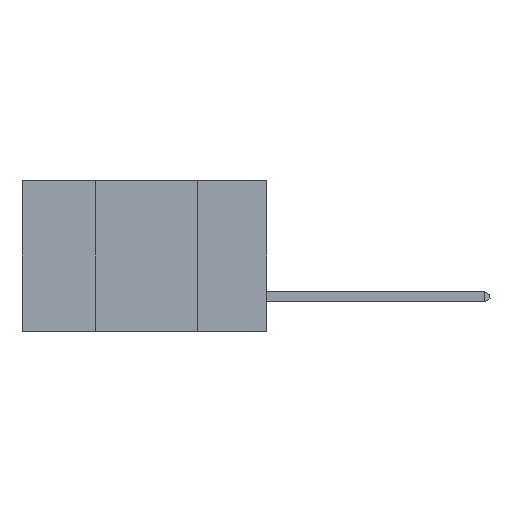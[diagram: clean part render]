
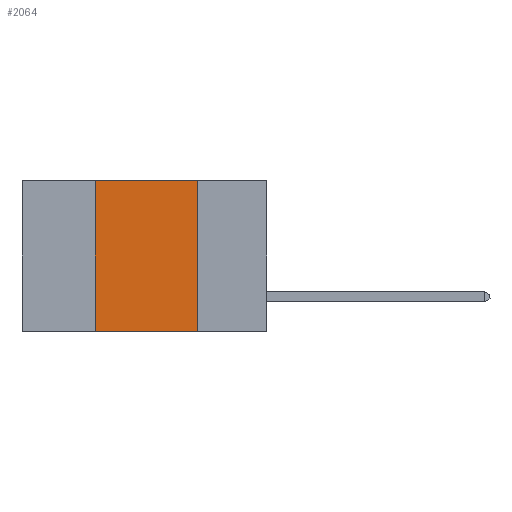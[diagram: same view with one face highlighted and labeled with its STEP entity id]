
A CAD part, left-side view. The second image highlights one B-rep face of the part: STEP entity #2064.
In plain terms, the highlighted planar face has unit normal (-1, 0, 0).
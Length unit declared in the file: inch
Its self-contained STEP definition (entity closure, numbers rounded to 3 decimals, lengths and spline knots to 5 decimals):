
#329 = ORIENTED_EDGE ( 'NONE', *, *, #14228, .F. ) ;
#671 = CARTESIAN_POINT ( 'NONE',  ( 0., 0.6, -0.37 ) ) ;
#804 = CARTESIAN_POINT ( 'NONE',  ( 0., 0.42, 0. ) ) ;
#818 = ORIENTED_EDGE ( 'NONE', *, *, #2026, .T. ) ;
#1389 = CARTESIAN_POINT ( 'NONE',  ( 0., 0.17, -0.37 ) ) ;
#1437 = CARTESIAN_POINT ( 'NONE',  ( 0., 0.17, 0. ) ) ;
#2026 = EDGE_CURVE ( 'NONE', #16030, #8960, #15596, .T. ) ;
#2064 = ADVANCED_FACE ( 'NONE', ( #14598 ), #3272, .F. ) ;
#2267 = VECTOR ( 'NONE', #11205, 39.37008 ) ;
#3120 = EDGE_LOOP ( 'NONE', ( #14854, #329, #11011, #818 ) ) ;
#3272 = PLANE ( 'NONE',  #5424 ) ;
#3833 = CARTESIAN_POINT ( 'NONE',  ( 0., 0.42, 0. ) ) ;
#4009 = EDGE_CURVE ( 'NONE', #16030, #14205, #7270, .T. ) ;
#4854 = DIRECTION ( 'NONE',  ( 0., 0., -1. ) ) ;
#5100 = DIRECTION ( 'NONE',  ( 0., 0., 1. ) ) ;
#5424 = AXIS2_PLACEMENT_3D ( 'NONE', #12414, #13552, #4854 ) ;
#5859 = CARTESIAN_POINT ( 'NONE',  ( 0., 0.42, -0.37 ) ) ;
#6830 = LINE ( 'NONE', #7200, #12926 ) ;
#7200 = CARTESIAN_POINT ( 'NONE',  ( 0., 0.6, 0. ) ) ;
#7270 = LINE ( 'NONE', #3833, #7670 ) ;
#7589 = EDGE_CURVE ( 'NONE', #15439, #8960, #7996, .T. ) ;
#7606 = VECTOR ( 'NONE', #12852, 39.37008 ) ;
#7670 = VECTOR ( 'NONE', #5100, 39.37008 ) ;
#7996 = LINE ( 'NONE', #1437, #7606 ) ;
#8960 = VERTEX_POINT ( 'NONE', #1389 ) ;
#9637 = DIRECTION ( 'NONE',  ( 0., -1., 0. ) ) ;
#11011 = ORIENTED_EDGE ( 'NONE', *, *, #4009, .F. ) ;
#11205 = DIRECTION ( 'NONE',  ( 0., -1., 0. ) ) ;
#12414 = CARTESIAN_POINT ( 'NONE',  ( 0., 0.6, 0. ) ) ;
#12852 = DIRECTION ( 'NONE',  ( 0., 0., -1. ) ) ;
#12926 = VECTOR ( 'NONE', #9637, 39.37008 ) ;
#13552 = DIRECTION ( 'NONE',  ( 1., 0., 0. ) ) ;
#14205 = VERTEX_POINT ( 'NONE', #804 ) ;
#14228 = EDGE_CURVE ( 'NONE', #14205, #15439, #6830, .T. ) ;
#14598 = FACE_OUTER_BOUND ( 'NONE', #3120, .T. ) ;
#14713 = CARTESIAN_POINT ( 'NONE',  ( 0., 0.17, 0. ) ) ;
#14854 = ORIENTED_EDGE ( 'NONE', *, *, #7589, .F. ) ;
#15439 = VERTEX_POINT ( 'NONE', #14713 ) ;
#15596 = LINE ( 'NONE', #671, #2267 ) ;
#16030 = VERTEX_POINT ( 'NONE', #5859 ) ;
